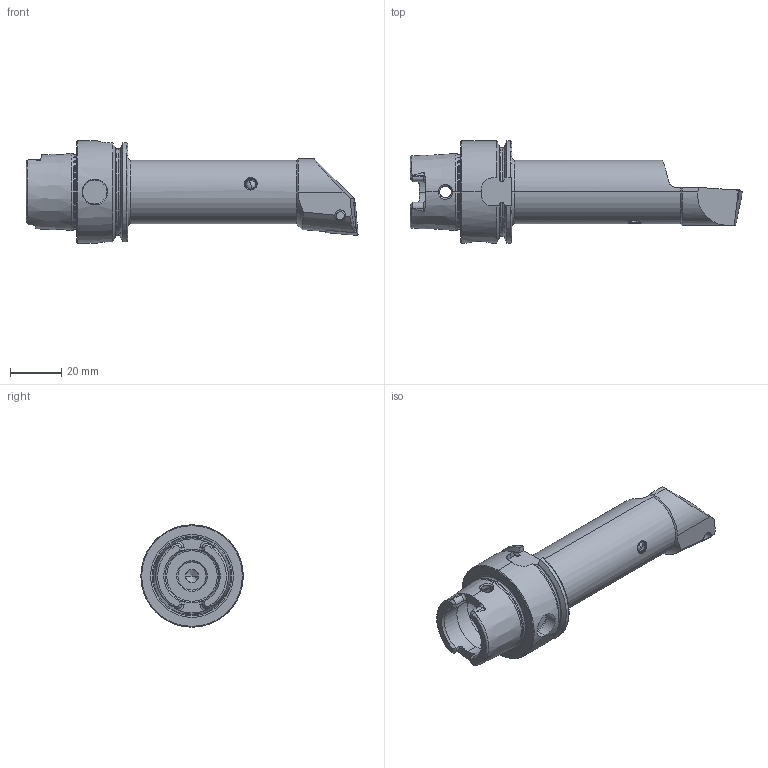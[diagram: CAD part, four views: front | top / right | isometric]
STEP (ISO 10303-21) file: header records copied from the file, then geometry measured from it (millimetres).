
FILE_DESCRIPTION (( 'STEP AP203' ), '1' );
FILE_NAME ('HA4-BCC.RLA.110.STEP', '2013-11-26T15:36:00', ( 'baer' ), ( 'Hewlett-Packard Company' ), 'SwSTEP 2.0', 'SolidWorks 2012', '' );
FILE_SCHEMA (( 'CONFIG_CONTROL_DESIGN' ));
Length unit declared in the file: millimetre
Products named in the file (5): HA4-BCC.RLA.110; KVT_MB_600_050; WCC-ER2.001.010_A; CCMT120404; HA4-BCC.RLA.110_B
Assembly tree (4 placements, depth 2):
  HA4-BCC.RLA.110
    HA4-BCC.RLA.110_B
    CCMT120404
    WCC-ER2.001.010_A
    KVT_MB_600_050
Bounding box: 129.86 x 40 x 40 mm (x, y, z)
Volume: 59857 mm3; surface area: 18314.8 mm2
Topology: 5 solids, 5 shells, 310 faces, 802 edges, 486 vertices
Faces by surface type: cylinder 95, cone 82, plane 73, torus 41, bspline 17, sphere 2
Entity records: 11451 total; most frequent: CARTESIAN_POINT 3775, ORIENTED_EDGE 1558, DIRECTION 1452, EDGE_CURVE 779, AXIS2_PLACEMENT_3D 579, VERTEX_POINT 483, EDGE_LOOP 326, ADVANCED_FACE 310
